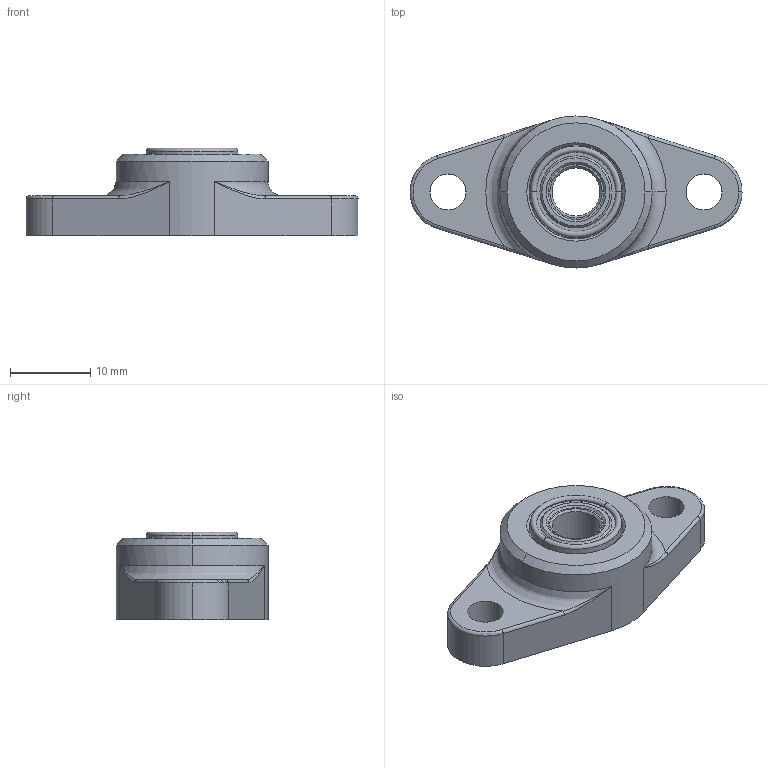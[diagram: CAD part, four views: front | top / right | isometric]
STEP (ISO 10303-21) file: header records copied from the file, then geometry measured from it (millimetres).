
FILE_DESCRIPTION (( 'STEP AP203' ), '1' );
FILE_NAME ('5912K77.step', '2017-12-01T14:08:18', ( '' ), ( '' ), 'SwSTEP 2.0', 'SolidWorks 2014', '' );
FILE_SCHEMA (( 'CONFIG_CONTROL_DESIGN' ));
Length unit declared in the file: millimetre
Products named in the file (1): 5912K77
Bounding box: 41.5 x 19 x 10.95 mm (x, y, z)
Volume: 3739.3 mm3; surface area: 2950.1 mm2
Topology: 2 solids, 2 shells, 72 faces, 162 edges, 95 vertices
Faces by surface type: cylinder 23, cone 20, plane 15, torus 10, bspline 4
Entity records: 2210 total; most frequent: CARTESIAN_POINT 490, DIRECTION 381, ORIENTED_EDGE 316, AXIS2_PLACEMENT_3D 162, EDGE_CURVE 158, VERTEX_POINT 95, CIRCLE 93, EDGE_LOOP 85
